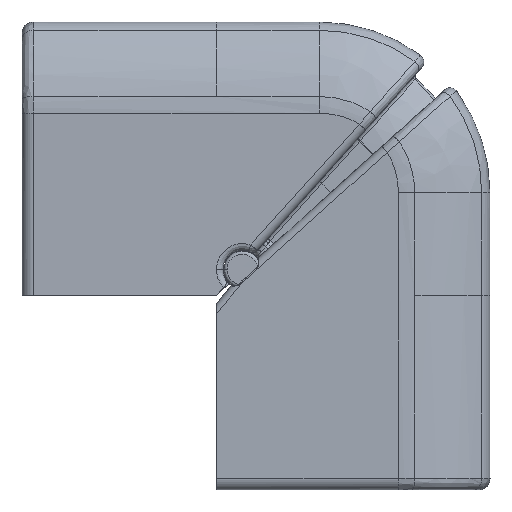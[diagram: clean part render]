
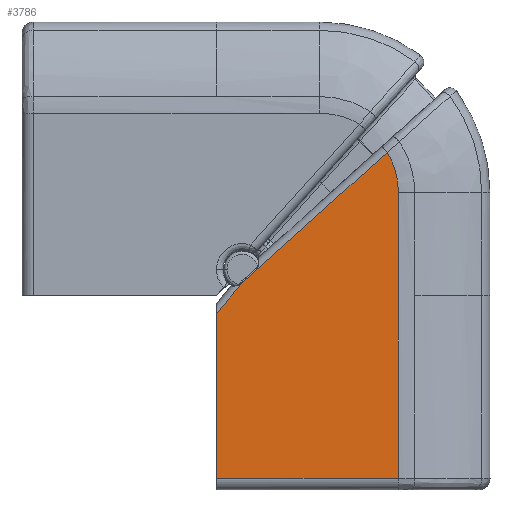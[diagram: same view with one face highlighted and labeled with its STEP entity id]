
A CAD part, left-side view. The second image highlights one B-rep face of the part: STEP entity #3786.
In plain terms, the highlighted planar face has unit normal (-1, -0.003, 0).
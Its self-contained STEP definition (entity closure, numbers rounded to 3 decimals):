
#1561 = DIRECTION ( 'NONE',  ( 0., 0., 1. ) ) ;
#1916 = EDGE_CURVE ( 'NONE', #20248, #15864, #8111, .T. ) ;
#2795 = VECTOR ( 'NONE', #9110, 1000. ) ;
#3786 = ADVANCED_FACE ( 'NONE', ( #17929 ), #26448, .T. ) ;
#4318 = CARTESIAN_POINT ( 'NONE',  ( -44.437, -48.034, 0. ) ) ;
#4542 = ORIENTED_EDGE ( 'NONE', *, *, #11039, .T. ) ;
#4684 = CARTESIAN_POINT ( 'NONE',  ( -44.437, -48.034, 135.841 ) ) ;
#5440 = LINE ( 'NONE', #12017, #13092 ) ;
#5674 = LINE ( 'NONE', #4318, #12425 ) ;
#6546 = ORIENTED_EDGE ( 'NONE', *, *, #10798, .T. ) ;
#8111 = LINE ( 'NONE', #31694, #35062 ) ;
#9110 = DIRECTION ( 'NONE',  ( -0.002, 0.743, -0.669 ) ) ;
#9611 = VERTEX_POINT ( 'NONE', #28261 ) ;
#10506 = CARTESIAN_POINT ( 'NONE',  ( -44.521, -20., 91.8 ) ) ;
#10798 = EDGE_CURVE ( 'NONE', #24483, #9611, #28768, .T. ) ;
#11039 = EDGE_CURVE ( 'NONE', #9611, #23375, #18040, .T. ) ;
#11401 = ORIENTED_EDGE ( 'NONE', *, *, #11659, .T. ) ;
#11659 = EDGE_CURVE ( 'NONE', #12476, #20248, #13572, .T. ) ;
#11771 = DIRECTION ( 'NONE',  ( 0.003, -1., 0. ) ) ;
#12017 = CARTESIAN_POINT ( 'NONE',  ( -44.509, -23.997, 121.981 ) ) ;
#12425 = VECTOR ( 'NONE', #1561, 1000. ) ;
#12476 = VERTEX_POINT ( 'NONE', #21972 ) ;
#13092 = VECTOR ( 'NONE', #14910, 1000. ) ;
#13572 = LINE ( 'NONE', #17138, #24284 ) ;
#13897 = CARTESIAN_POINT ( 'NONE',  ( -44.439, -47.296, 140.125 ) ) ;
#14910 = DIRECTION ( 'NONE',  ( -0.002, 0.643, -0.766 ) ) ;
#15084 = DIRECTION ( 'NONE',  ( 0.003, -1., 0. ) ) ;
#15254 = CARTESIAN_POINT ( 'NONE',  ( -44.442, -46.296, 142.059 ) ) ;
#15864 = VERTEX_POINT ( 'NONE', #20368 ) ;
#16753 = CARTESIAN_POINT ( 'NONE',  ( -44.442, -46.296, 142.059 ) ) ;
#16939 = EDGE_LOOP ( 'NONE', ( #4542, #18474, #11401, #24064, #34385, #6546 ) ) ;
#17138 = CARTESIAN_POINT ( 'NONE',  ( -44.521, -20., 0. ) ) ;
#17929 = FACE_OUTER_BOUND ( 'NONE', #16939, .T. ) ;
#18040 = LINE ( 'NONE', #15254, #2795 ) ;
#18474 = ORIENTED_EDGE ( 'NONE', *, *, #27031, .T. ) ;
#19501 = CARTESIAN_POINT ( 'NONE',  ( -44.437, -48.034, 135.841 ) ) ;
#19870 = AXIS2_PLACEMENT_3D ( 'NONE', #20723, #32274, #15084 ) ;
#20248 = VERTEX_POINT ( 'NONE', #10506 ) ;
#20368 = CARTESIAN_POINT ( 'NONE',  ( -44.437, -48.034, 91.8 ) ) ;
#20723 = CARTESIAN_POINT ( 'NONE',  ( -44.58, 0., 0. ) ) ;
#21972 = CARTESIAN_POINT ( 'NONE',  ( -44.521, -20., 117.217 ) ) ;
#22403 = CARTESIAN_POINT ( 'NONE',  ( -44.437, -48.034, 136.938 ) ) ;
#22886 = DIRECTION ( 'NONE',  ( 0., 0., -1. ) ) ;
#23375 = VERTEX_POINT ( 'NONE', #36698 ) ;
#24064 = ORIENTED_EDGE ( 'NONE', *, *, #1916, .T. ) ;
#24284 = VECTOR ( 'NONE', #22886, 1000. ) ;
#24483 = VERTEX_POINT ( 'NONE', #4684 ) ;
#24681 = EDGE_CURVE ( 'NONE', #15864, #24483, #5674, .T. ) ;
#26448 = PLANE ( 'NONE',  #19870 ) ;
#27031 = EDGE_CURVE ( 'NONE', #23375, #12476, #5440, .T. ) ;
#28261 = CARTESIAN_POINT ( 'NONE',  ( -44.442, -46.296, 142.059 ) ) ;
#28768 = B_SPLINE_CURVE_WITH_KNOTS ( 'NONE', 3,
 ( #19501, #22403, #31058, #13897, #33965, #16753 ),
 .UNSPECIFIED., .F., .F.,
 ( 4, 2, 4 ),
 ( 0., 0.5, 1. ),
 .UNSPECIFIED. ) ;
#31058 = CARTESIAN_POINT ( 'NONE',  ( -44.437, -47.886, 138.016 ) ) ;
#31694 = CARTESIAN_POINT ( 'NONE',  ( -44.58, 0., 91.8 ) ) ;
#32274 = DIRECTION ( 'NONE',  ( -1., -0.003, 0. ) ) ;
#33965 = CARTESIAN_POINT ( 'NONE',  ( -44.44, -46.864, 141.121 ) ) ;
#34385 = ORIENTED_EDGE ( 'NONE', *, *, #24681, .T. ) ;
#35062 = VECTOR ( 'NONE', #11771, 1000. ) ;
#36698 = CARTESIAN_POINT ( 'NONE',  ( -44.509, -23.997, 121.981 ) ) ;
